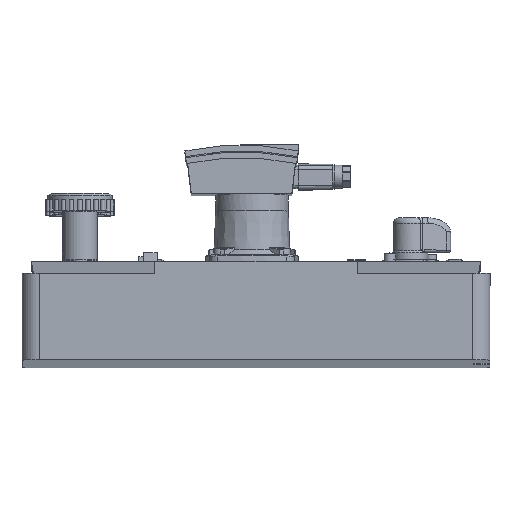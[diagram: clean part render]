
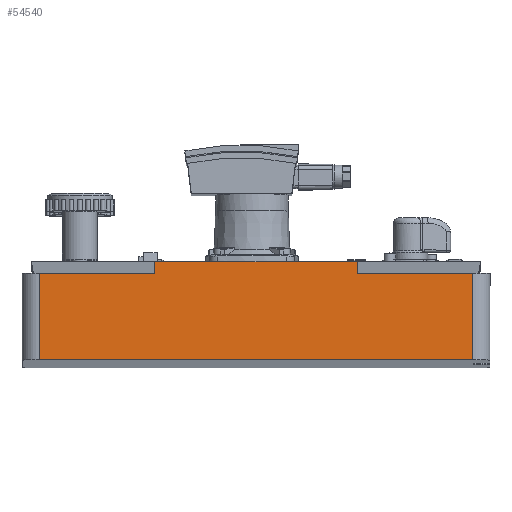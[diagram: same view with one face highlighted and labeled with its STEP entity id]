
A CAD part, left-side view. The second image highlights one B-rep face of the part: STEP entity #54540.
In plain terms, the highlighted planar face has unit normal (-1, 0, 0.028).
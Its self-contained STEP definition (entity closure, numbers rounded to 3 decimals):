
#1821=LINE('',#82904,#7264);
#1822=LINE('',#82907,#7265);
#1823=LINE('',#82909,#7266);
#1824=LINE('',#82911,#7267);
#1825=LINE('',#82913,#7268);
#1826=LINE('',#82915,#7269);
#1827=LINE('',#82917,#7270);
#1828=LINE('',#82918,#7271);
#7264=VECTOR('',#63570,7.5);
#7265=VECTOR('',#63573,10.);
#7266=VECTOR('',#63574,37.5);
#7267=VECTOR('',#63575,7.5);
#7268=VECTOR('',#63576,10.);
#7269=VECTOR('',#63577,1.);
#7270=VECTOR('',#63578,17.5);
#7271=VECTOR('',#63579,1.);
#15236=FACE_OUTER_BOUND('',#18283,.T.);
#18283=EDGE_LOOP('',(#38704,#38705,#38706,#38707,#38708,#38709,#38710,#38711));
#23825=VERTEX_POINT('',#82900);
#23826=VERTEX_POINT('',#82902);
#23827=VERTEX_POINT('',#82906);
#23828=VERTEX_POINT('',#82908);
#23829=VERTEX_POINT('',#82910);
#23830=VERTEX_POINT('',#82912);
#23831=VERTEX_POINT('',#82914);
#23832=VERTEX_POINT('',#82916);
#29540=EDGE_CURVE('',#23826,#23825,#1821,.T.);
#29541=EDGE_CURVE('',#23827,#23825,#1822,.T.);
#29542=EDGE_CURVE('',#23828,#23826,#1823,.T.);
#29543=EDGE_CURVE('',#23828,#23829,#1824,.T.);
#29544=EDGE_CURVE('',#23829,#23830,#1825,.T.);
#29545=EDGE_CURVE('',#23830,#23831,#1826,.T.);
#29546=EDGE_CURVE('',#23831,#23832,#1827,.T.);
#29547=EDGE_CURVE('',#23832,#23827,#1828,.T.);
#38704=ORIENTED_EDGE('',*,*,#29541,.T.);
#38705=ORIENTED_EDGE('',*,*,#29540,.F.);
#38706=ORIENTED_EDGE('',*,*,#29542,.F.);
#38707=ORIENTED_EDGE('',*,*,#29543,.T.);
#38708=ORIENTED_EDGE('',*,*,#29544,.T.);
#38709=ORIENTED_EDGE('',*,*,#29545,.T.);
#38710=ORIENTED_EDGE('',*,*,#29546,.T.);
#38711=ORIENTED_EDGE('',*,*,#29547,.T.);
#52451=PLANE('',#57653);
#54540=ADVANCED_FACE('',(#15236),#52451,.T.);
#57653=AXIS2_PLACEMENT_3D('',#82905,#63571,#63572);
#63570=DIRECTION('',(0.028,0.,1.));
#63571=DIRECTION('center_axis',(-1.,0.,
0.028));
#63572=DIRECTION('ref_axis',(0.028,0.,1.));
#63573=DIRECTION('',(0.,1.,0.));
#63574=DIRECTION('',(0.,1.,0.));
#63575=DIRECTION('',(0.028,0.,1.));
#63576=DIRECTION('',(0.,1.,0.));
#63577=DIRECTION('',(0.028,0.,1.));
#63578=DIRECTION('',(0.,1.,0.));
#63579=DIRECTION('',(-0.028,0.,-1.));
#82900=CARTESIAN_POINT('',(-21.977,17.297,52.719));
#82902=CARTESIAN_POINT('',(-22.186,17.297,45.222));
#82904=CARTESIAN_POINT('',(-22.186,17.297,45.222));
#82905=CARTESIAN_POINT('Origin',(-22.186,-20.203,45.222));
#82906=CARTESIAN_POINT('',(-21.977,7.297,52.719));
#82907=CARTESIAN_POINT('',(-21.977,-0.703,52.719));
#82908=CARTESIAN_POINT('',(-22.186,-20.203,45.222));
#82909=CARTESIAN_POINT('',(-22.186,-20.203,45.222));
#82910=CARTESIAN_POINT('',(-21.977,-20.203,52.719));
#82911=CARTESIAN_POINT('',(-22.186,-20.203,45.222));
#82912=CARTESIAN_POINT('',(-21.977,-10.203,52.719));
#82913=CARTESIAN_POINT('',(-21.977,-20.953,52.719));
#82914=CARTESIAN_POINT('',(-21.949,-10.203,53.719));
#82915=CARTESIAN_POINT('',(-22.075,-10.203,49.21));
#82916=CARTESIAN_POINT('',(-21.949,7.297,53.719));
#82917=CARTESIAN_POINT('',(-21.949,-20.203,53.719));
#82918=CARTESIAN_POINT('',(-22.075,7.297,49.21));
